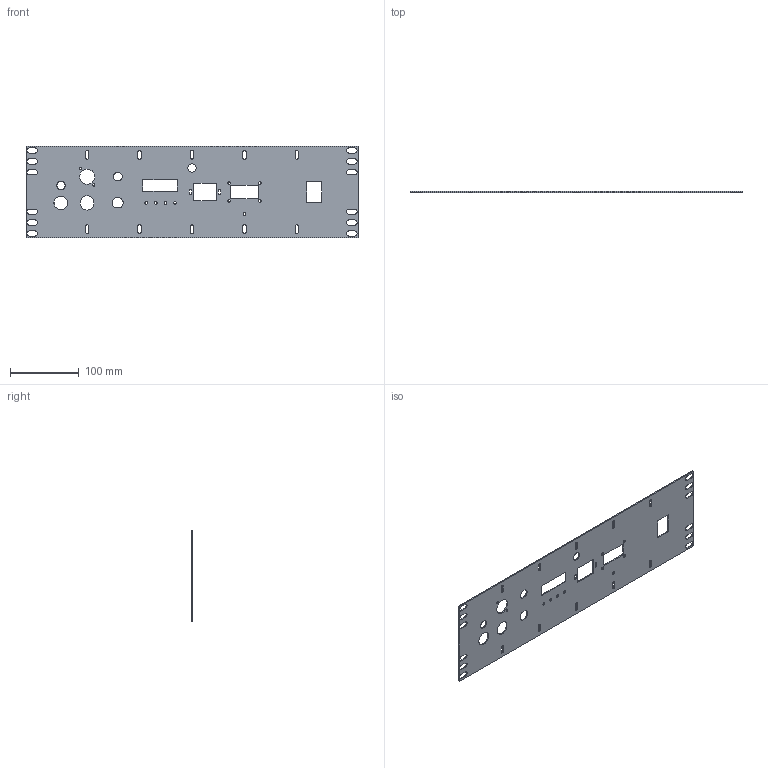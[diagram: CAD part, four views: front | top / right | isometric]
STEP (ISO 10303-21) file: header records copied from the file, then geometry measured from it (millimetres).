
FILE_DESCRIPTION(('FreeCAD Model'),'2;1');
FILE_NAME('Open CASCADE Shape Model','2024-07-08T14:45:03',(''),(''), 'Open CASCADE STEP processor 7.6','FreeCAD','Unknown');
FILE_SCHEMA(('AUTOMOTIVE_DESIGN { 1 0 10303 214 1 1 1 1 }'));
Length unit declared in the file: millimetre
Products named in the file (1): BodyFrontPanelWithHoles
Bounding box: 482.6 x 1.59 x 133.35 mm (x, y, z)
Volume: 91533 mm3; surface area: 120111.6 mm2
Topology: 1 solids, 1 shells, 146 faces, 432 edges, 288 vertices
Faces by surface type: plane 78, cylinder 68
Full cylindrical faces by diameter (mm): 3.4 x2, 3.937 x4, 4 x5, 12 x2, 22 x1
Entity records: 5118 total; most frequent: CARTESIAN_POINT 867, ORIENTED_EDGE 864, DIRECTION 862, EDGE_CURVE 432, LINE 296, VECTOR 296, VERTEX_POINT 288, AXIS2_PLACEMENT_3D 283
